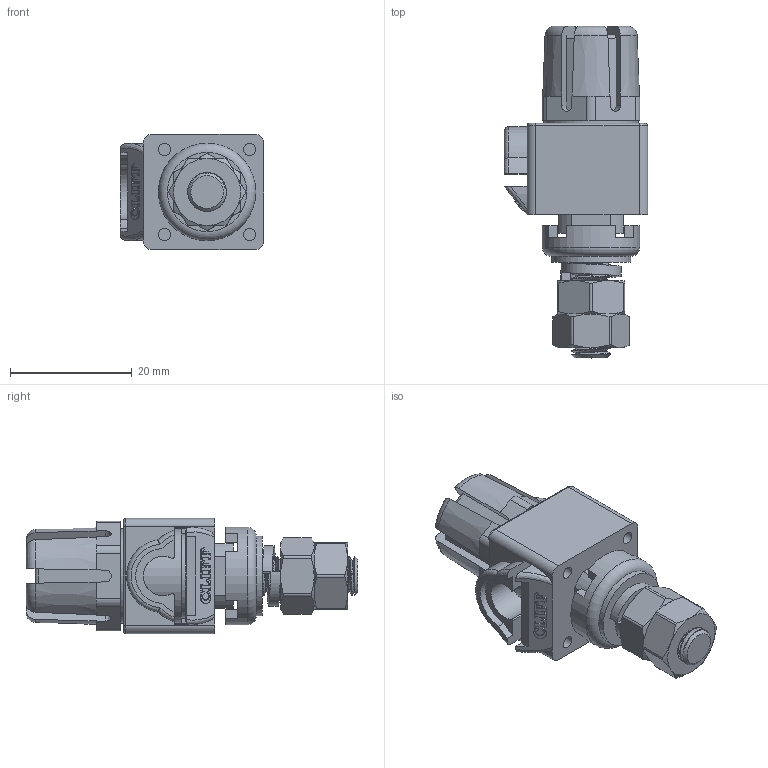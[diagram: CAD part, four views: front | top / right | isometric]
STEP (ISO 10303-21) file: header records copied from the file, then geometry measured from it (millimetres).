
FILE_DESCRIPTION(/* description */ (''),/* implementation_level */ '2;1');
FILE_NAME(/* name */ 'CL159797 BLACK TP60S.stp',/* time_stamp */ '2023-01-04T10:04:50+00:00',/* author */ ('TOttley'),/* organization */ (''),/* preprocessor_version */ 'ST-DEVELOPER v18.1',/* originating_system */ 'Autodesk Inventor 2022',/* authorisation */ '');
FILE_SCHEMA (('AUTOMOTIVE_DESIGN { 1 0 10303 214 3 1 1 }'));
Products named in the file (1): Part1
Bounding box: 23.55 x 54.5 x 18.9 mm (x, y, z)
Volume: 9497.8 mm3; surface area: 9560.1 mm2
Topology: 3 solids, 4 shells, 802 faces, 2268 edges, 1497 vertices
Faces by surface type: plane 467, cylinder 164, bspline 118, cone 39, torus 14
Full cylindrical faces by diameter (mm): 2 x4, 4.035 x1, 5 x1, 6.35 x12, 6.4 x1, 6.45 x1, 6.5 x1, 6.72 x1, 6.8 x1, 7 x1, 8 x1, 8.4 x2, 9.525 x7, 9.92 x1, 11.8 x1, 12 x1, 13 x1, 13.8 x1, 15.5 x1, 16 x1
Entity records: 45882 total; most frequent: CARTESIAN_POINT 25207, ORIENTED_EDGE 4540, DIRECTION 3565, EDGE_CURVE 2270, VERTEX_POINT 1501, LINE 1341, VECTOR 1341, AXIS2_PLACEMENT_3D 1112
